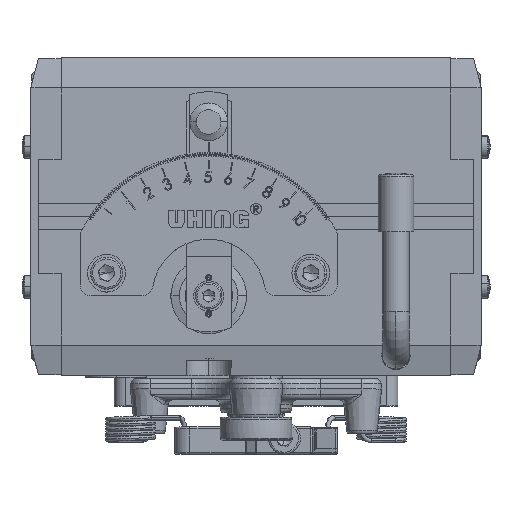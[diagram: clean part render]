
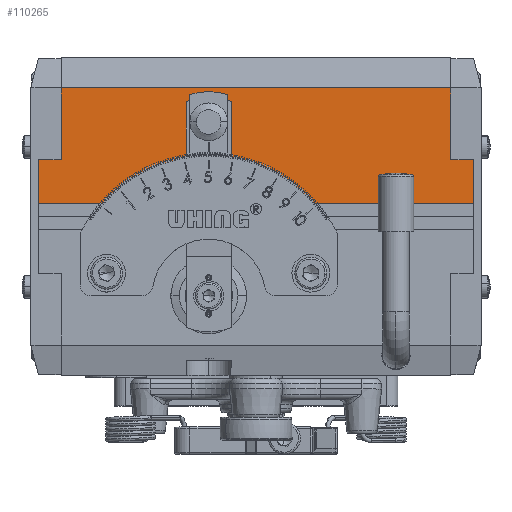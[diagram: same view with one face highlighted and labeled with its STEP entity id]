
A CAD part, top view. The second image highlights one B-rep face of the part: STEP entity #110265.
In plain terms, the highlighted planar face has unit normal (0, 0, 1).
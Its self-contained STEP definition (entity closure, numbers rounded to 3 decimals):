
#334 = VECTOR ( 'NONE', #47594, 1000. ) ;
#1056 = LINE ( 'NONE', #28465, #186173 ) ;
#1752 = ORIENTED_EDGE ( 'NONE', *, *, #138028, .T. ) ;
#5664 = ORIENTED_EDGE ( 'NONE', *, *, #41495, .T. ) ;
#16263 = CARTESIAN_POINT ( 'NONE',  ( 51.5, 15., 34. ) ) ;
#16611 = CARTESIAN_POINT ( 'NONE',  ( 57.5, 3.5, 34. ) ) ;
#16683 = ORIENTED_EDGE ( 'NONE', *, *, #110763, .T. ) ;
#23823 = CARTESIAN_POINT ( 'NONE',  ( 51.5, 34., 34. ) ) ;
#26138 = ORIENTED_EDGE ( 'NONE', *, *, #132055, .T. ) ;
#26601 = VERTEX_POINT ( 'NONE', #16263 ) ;
#28465 = CARTESIAN_POINT ( 'NONE',  ( 57.5, 15., 34. ) ) ;
#30086 = VERTEX_POINT ( 'NONE', #129839 ) ;
#31345 = EDGE_CURVE ( 'NONE', #26601, #167604, #94543, .T. ) ;
#34694 = CARTESIAN_POINT ( 'NONE',  ( 51.5, 34., 34. ) ) ;
#40513 = LINE ( 'NONE', #96205, #143761 ) ;
#41495 = EDGE_CURVE ( 'NONE', #167604, #30086, #131763, .T. ) ;
#43110 = DIRECTION ( 'NONE',  ( 0., 1., 0. ) ) ;
#47594 = DIRECTION ( 'NONE',  ( 0., -1., 0. ) ) ;
#47994 = VERTEX_POINT ( 'NONE', #85743 ) ;
#57756 = VECTOR ( 'NONE', #89690, 1000. ) ;
#58170 = PLANE ( 'NONE',  #164846 ) ;
#59090 = FACE_OUTER_BOUND ( 'NONE', #153004, .T. ) ;
#59435 = CARTESIAN_POINT ( 'NONE',  ( 57.5, 15., 34. ) ) ;
#65677 = ORIENTED_EDGE ( 'NONE', *, *, #31345, .T. ) ;
#81116 = LINE ( 'NONE', #108427, #186314 ) ;
#85743 = CARTESIAN_POINT ( 'NONE',  ( -57.5, 3.5, 34. ) ) ;
#89690 = DIRECTION ( 'NONE',  ( -1., 0., 0. ) ) ;
#92482 = VERTEX_POINT ( 'NONE', #137401 ) ;
#94543 = LINE ( 'NONE', #23823, #147029 ) ;
#94682 = ORIENTED_EDGE ( 'NONE', *, *, #130629, .F. ) ;
#96205 = CARTESIAN_POINT ( 'NONE',  ( -57.5, 34., 34. ) ) ;
#100598 = VERTEX_POINT ( 'NONE', #157318 ) ;
#101009 = VECTOR ( 'NONE', #131649, 1000. ) ;
#101564 = DIRECTION ( 'NONE',  ( 0., 0., -1. ) ) ;
#103200 = VECTOR ( 'NONE', #149681, 1000. ) ;
#103757 = ORIENTED_EDGE ( 'NONE', *, *, #152541, .F. ) ;
#106856 = VERTEX_POINT ( 'NONE', #121178 ) ;
#108427 = CARTESIAN_POINT ( 'NONE',  ( -51.5, 34., 34. ) ) ;
#110095 = ORIENTED_EDGE ( 'NONE', *, *, #176855, .T. ) ;
#110265 = ADVANCED_FACE ( 'NONE', ( #59090 ), #58170, .F. ) ;
#110763 = EDGE_CURVE ( 'NONE', #30086, #100598, #81116, .T. ) ;
#119909 = VERTEX_POINT ( 'NONE', #147948 ) ;
#120262 = CARTESIAN_POINT ( 'NONE',  ( 57.5, 34., 34. ) ) ;
#121178 = CARTESIAN_POINT ( 'NONE',  ( 57.5, 3.5, 34. ) ) ;
#124535 = DIRECTION ( 'NONE',  ( 0., -1., 0. ) ) ;
#129839 = CARTESIAN_POINT ( 'NONE',  ( -51.5, 34., 34. ) ) ;
#130629 = EDGE_CURVE ( 'NONE', #92482, #106856, #160962, .T. ) ;
#131234 = LINE ( 'NONE', #59435, #57756 ) ;
#131649 = DIRECTION ( 'NONE',  ( -1., 0., 0. ) ) ;
#131763 = LINE ( 'NONE', #178155, #103200 ) ;
#132055 = EDGE_CURVE ( 'NONE', #92482, #26601, #131234, .T. ) ;
#137401 = CARTESIAN_POINT ( 'NONE',  ( 57.5, 15., 34. ) ) ;
#138028 = EDGE_CURVE ( 'NONE', #119909, #47994, #40513, .T. ) ;
#143761 = VECTOR ( 'NONE', #154733, 1000. ) ;
#147029 = VECTOR ( 'NONE', #152119, 1000. ) ;
#147948 = CARTESIAN_POINT ( 'NONE',  ( -57.5, 15., 34. ) ) ;
#149681 = DIRECTION ( 'NONE',  ( -1., 0., 0. ) ) ;
#152119 = DIRECTION ( 'NONE',  ( 0., 1., 0. ) ) ;
#152541 = EDGE_CURVE ( 'NONE', #106856, #47994, #158194, .T. ) ;
#153004 = EDGE_LOOP ( 'NONE', ( #16683, #110095, #1752, #103757, #94682, #26138, #65677, #5664 ) ) ;
#154733 = DIRECTION ( 'NONE',  ( 0., -1., 0. ) ) ;
#157318 = CARTESIAN_POINT ( 'NONE',  ( -51.5, 15., 34. ) ) ;
#158194 = LINE ( 'NONE', #16611, #101009 ) ;
#160196 = CARTESIAN_POINT ( 'NONE',  ( 57.5, 34., 34. ) ) ;
#160962 = LINE ( 'NONE', #120262, #334 ) ;
#164846 = AXIS2_PLACEMENT_3D ( 'NONE', #160196, #101564, #43110 ) ;
#167604 = VERTEX_POINT ( 'NONE', #34694 ) ;
#171044 = DIRECTION ( 'NONE',  ( -1., 0., 0. ) ) ;
#176855 = EDGE_CURVE ( 'NONE', #100598, #119909, #1056, .T. ) ;
#178155 = CARTESIAN_POINT ( 'NONE',  ( 57.5, 34., 34. ) ) ;
#186173 = VECTOR ( 'NONE', #171044, 1000. ) ;
#186314 = VECTOR ( 'NONE', #124535, 1000. ) ;
